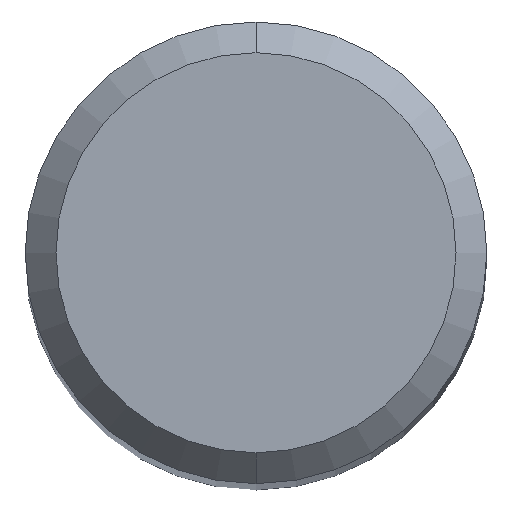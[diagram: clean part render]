
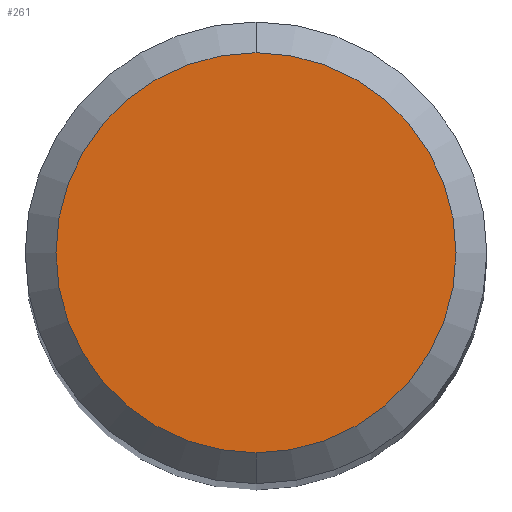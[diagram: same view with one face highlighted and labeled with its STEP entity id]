
A CAD part, top view. The second image highlights one B-rep face of the part: STEP entity #261.
In plain terms, the highlighted planar face has unit normal (0, 0, 1).
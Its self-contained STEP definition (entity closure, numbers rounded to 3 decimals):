
#203=VERTEX_POINT('',#562);
#243=EDGE_CURVE('',#271,#203,#602,.T.);
#261=ADVANCED_FACE('',(#621),#622,.T.);
#271=VERTEX_POINT('',#633);
#463=EDGE_CURVE('',#203,#271,#851,.T.);
#562=CARTESIAN_POINT('',(0.,-2.6,0.0));
#602=CIRCLE('',#1011,2.6);
#621=FACE_OUTER_BOUND('',#1066,.T.);
#622=PLANE('',#1067);
#633=CARTESIAN_POINT('',(0.0,2.6,0.0));
#851=CIRCLE('',#1509,2.6);
#1011=AXIS2_PLACEMENT_3D('',#1678,#1679,#1680);
#1066=EDGE_LOOP('',(#1699,#1700));
#1067=AXIS2_PLACEMENT_3D('',#1701,#1702,#1703);
#1509=AXIS2_PLACEMENT_3D('',#1974,#1975,#1976);
#1678=CARTESIAN_POINT('',(0.0,0.0,0.0));
#1679=DIRECTION('',(0.0,0.0,-1.0));
#1680=DIRECTION('',(0.0,1.0,0.0));
#1699=ORIENTED_EDGE('',*,*,#243,.F.);
#1700=ORIENTED_EDGE('',*,*,#463,.F.);
#1701=CARTESIAN_POINT('',(0.0,1.3,0.0));
#1702=DIRECTION('',(-0.0,0.0,1.0));
#1703=DIRECTION('',(0.0,-1.0,0.0));
#1974=CARTESIAN_POINT('',(0.0,0.0,0.0));
#1975=DIRECTION('',(0.0,0.0,-1.0));
#1976=DIRECTION('',(0.0,1.0,0.0));
